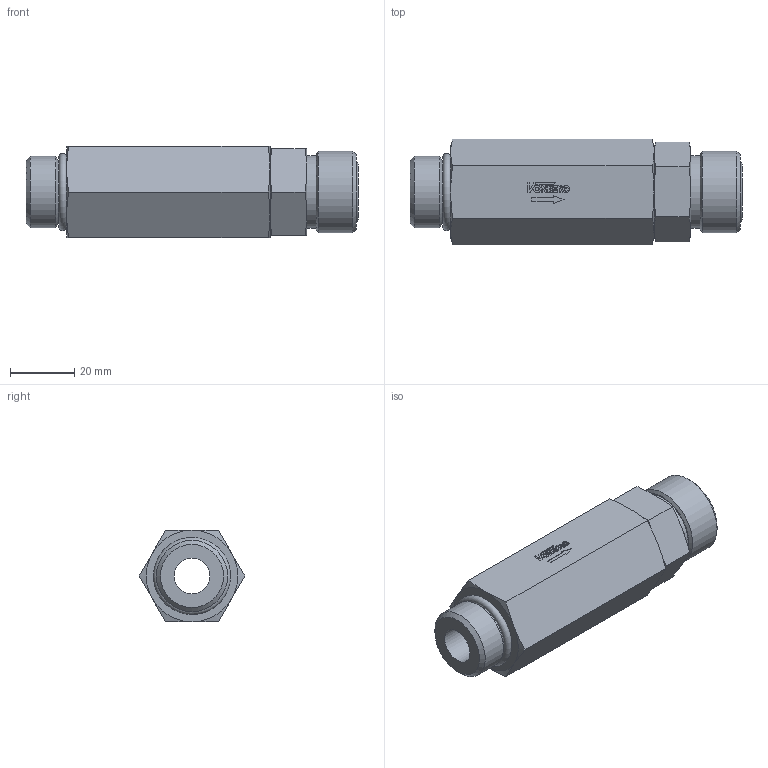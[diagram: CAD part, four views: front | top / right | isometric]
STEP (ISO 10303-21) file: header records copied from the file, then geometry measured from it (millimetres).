
FILE_DESCRIPTION((''),'2;1');
FILE_NAME('10414-810.stp','2015-01-02T15:25:41',('jml'),(''),'Autodesk Inventor 2010','Autodesk Inventor 2010','');
FILE_SCHEMA(('AUTOMOTIVE_DESIGN { 1 0 10303 214 1 1 1 1 }'));
Length unit declared in the file: inch
Products named in the file (4): 10414-810; 320098; 990174; 910 O-RING
Assembly tree (3 placements, depth 2):
  10414-810
    320098
    990174
    910 O-RING
Bounding box: 103.67 x 33 x 28.57 mm (x, y, z)
Volume: 52735.4 mm3; surface area: 19406.5 mm2
Topology: 5 solids, 5 shells, 169 faces, 397 edges, 253 vertices
Faces by surface type: plane 107, cone 32, cylinder 26, torus 4
Full cylindrical faces by diameter (mm): 1.218 x1, 11.125 x1, 12.497 x1, 14.478 x1, 19.05 x1, 19.685 x2, 20.269 x1, 22.225 x2, 22.758 x1, 25.4 x1
Entity records: 4781 total; most frequent: CARTESIAN_POINT 897, DIRECTION 768, ORIENTED_EDGE 748, EDGE_CURVE 374, AXIS2_PLACEMENT_3D 266, VERTEX_POINT 251, VECTOR 236, LINE 236
